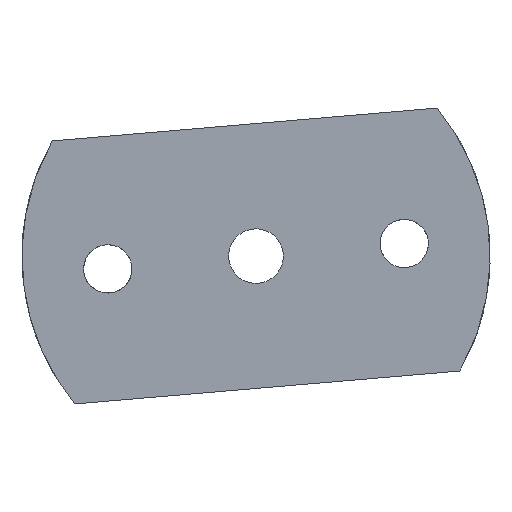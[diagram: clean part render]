
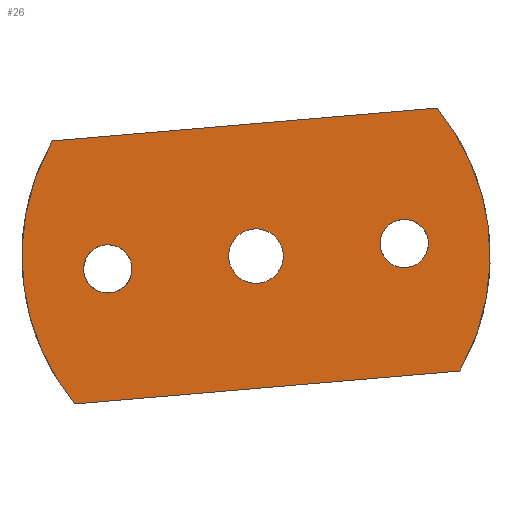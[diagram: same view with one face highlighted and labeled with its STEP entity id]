
A CAD part, left-side view. The second image highlights one B-rep face of the part: STEP entity #26.
In plain terms, the highlighted planar face has unit normal (-1, 0, 0).
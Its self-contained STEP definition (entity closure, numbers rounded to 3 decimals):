
#18=FACE_BOUND('',#54,.T.);
#19=FACE_BOUND('',#55,.T.);
#20=FACE_BOUND('',#56,.T.);
#26=ADVANCED_FACE('',(#38,#18,#19,#20),#204,.T.);
#38=FACE_OUTER_BOUND('',#53,.T.);
#53=EDGE_LOOP('',(#89,#90,#91,#92));
#54=EDGE_LOOP('',(#93,#94));
#55=EDGE_LOOP('',(#95,#96));
#56=EDGE_LOOP('',(#97,#98));
#89=ORIENTED_EDGE('',*,*,#126,.T.);
#90=ORIENTED_EDGE('',*,*,#140,.F.);
#91=ORIENTED_EDGE('',*,*,#123,.T.);
#92=ORIENTED_EDGE('',*,*,#139,.F.);
#93=ORIENTED_EDGE('',*,*,#128,.T.);
#94=ORIENTED_EDGE('',*,*,#145,.T.);
#95=ORIENTED_EDGE('',*,*,#127,.T.);
#96=ORIENTED_EDGE('',*,*,#148,.T.);
#97=ORIENTED_EDGE('',*,*,#152,.F.);
#98=ORIENTED_EDGE('',*,*,#142,.F.);
#123=EDGE_CURVE('',#184,#185,#169,.T.);
#126=EDGE_CURVE('',#190,#187,#172,.T.);
#127=EDGE_CURVE('',#193,#200,#153,.T.);
#128=EDGE_CURVE('',#194,#198,#154,.T.);
#139=EDGE_CURVE('',#190,#185,#163,.T.);
#140=EDGE_CURVE('',#184,#187,#164,.T.);
#142=EDGE_CURVE('',#196,#201,#176,.T.);
#145=EDGE_CURVE('',#198,#194,#165,.T.);
#148=EDGE_CURVE('',#200,#193,#167,.T.);
#152=EDGE_CURVE('',#201,#196,#182,.T.);
#153=B_SPLINE_CURVE_WITH_KNOTS('',3,(#369,#370,#371,#372,#373,#374,#375,
#376,#377,#378,#379,#380,#381,#382,#383),.UNSPECIFIED.,.F.,.F.,(4,3,3,2,
3,4),(0.,1.249,2.498,3.11,3.723,
4.972),.UNSPECIFIED.);
#154=B_SPLINE_CURVE_WITH_KNOTS('',3,(#384,#385,#386,#387,#388,#389,#390,
#391,#392,#393,#394,#395,#396,#397,#398),.UNSPECIFIED.,.F.,.F.,(4,3,3,2,
3,4),(0.,1.249,2.498,3.11,3.723,
4.972),.UNSPECIFIED.);
#163=B_SPLINE_CURVE_WITH_KNOTS('',1,(#449,#450),.UNSPECIFIED.,.F.,.F.,(2,
2),(18.434,43.221),.UNSPECIFIED.);
#164=B_SPLINE_CURVE_WITH_KNOTS('',1,(#451,#452),.UNSPECIFIED.,.F.,.F.,(2,
2),(71.22,95.985),.UNSPECIFIED.);
#165=B_SPLINE_CURVE_WITH_KNOTS('',3,(#467,#468,#469,#470,#471,#472,#473,
#474,#475,#476,#477,#478,#479,#480,#481),.UNSPECIFIED.,.F.,.F.,(4,3,3,2,
3,4),(4.972,6.221,7.47,8.082,
8.695,9.944),.UNSPECIFIED.);
#167=B_SPLINE_CURVE_WITH_KNOTS('',3,(#504,#505,#506,#507,#508,#509,#510,
#511,#512,#513,#514,#515,#516,#517,#518),.UNSPECIFIED.,.F.,.F.,(4,3,3,2,
3,4),(4.972,6.221,7.47,8.082,
8.695,9.944),.UNSPECIFIED.);
#169=(
BOUNDED_CURVE()
B_SPLINE_CURVE(2,(#357,#358,#359),.UNSPECIFIED.,.F.,.F.)
B_SPLINE_CURVE_WITH_KNOTS((3,3),(-79.682,-61.71),
 .UNSPECIFIED.)
CURVE()
GEOMETRIC_REPRESENTATION_ITEM()
RATIONAL_B_SPLINE_CURVE((1.,0.826,1.))
REPRESENTATION_ITEM('')
);
#172=(
BOUNDED_CURVE()
B_SPLINE_CURVE(2,(#366,#367,#368),.UNSPECIFIED.,.F.,.F.)
B_SPLINE_CURVE_WITH_KNOTS((3,3),(-32.538,-14.566),
 .UNSPECIFIED.)
CURVE()
GEOMETRIC_REPRESENTATION_ITEM()
RATIONAL_B_SPLINE_CURVE((1.,0.826,1.))
REPRESENTATION_ITEM('')
);
#176=(
BOUNDED_CURVE()
B_SPLINE_CURVE(2,(#458,#459,#460,#461,#462),.UNSPECIFIED.,.F.,.F.)
B_SPLINE_CURVE_WITH_KNOTS((3,2,3),(0.,2.749,5.498),
 .UNSPECIFIED.)
CURVE()
GEOMETRIC_REPRESENTATION_ITEM()
RATIONAL_B_SPLINE_CURVE((1.,0.707,1.,0.707,1.))
REPRESENTATION_ITEM('')
);
#182=(
BOUNDED_CURVE()
B_SPLINE_CURVE(2,(#546,#547,#548,#549,#550),.UNSPECIFIED.,.F.,.F.)
B_SPLINE_CURVE_WITH_KNOTS((3,2,3),(5.498,8.247,10.996),
 .UNSPECIFIED.)
CURVE()
GEOMETRIC_REPRESENTATION_ITEM()
RATIONAL_B_SPLINE_CURVE((1.,0.707,1.,0.707,1.))
REPRESENTATION_ITEM('')
);
#184=VERTEX_POINT('',#338);
#185=VERTEX_POINT('',#339);
#187=VERTEX_POINT('',#341);
#190=VERTEX_POINT('',#344);
#193=VERTEX_POINT('',#347);
#194=VERTEX_POINT('',#348);
#196=VERTEX_POINT('',#350);
#198=VERTEX_POINT('',#352);
#200=VERTEX_POINT('',#354);
#201=VERTEX_POINT('',#355);
#204=PLANE('',#236);
#236=AXIS2_PLACEMENT_3D('',#294,#243,$);
#243=DIRECTION('',(-1.,0.,0.));
#294=CARTESIAN_POINT('',(186.489,226.121,66.195));
#338=CARTESIAN_POINT('',(186.489,257.744,80.472));
#339=CARTESIAN_POINT('',(186.489,256.316,63.616));
#341=CARTESIAN_POINT('',(186.489,233.069,82.579));
#344=CARTESIAN_POINT('',(186.489,231.619,65.725));
#347=CARTESIAN_POINT('',(186.489,235.848,72.492));
#348=CARTESIAN_POINT('',(186.489,254.839,70.87));
#350=CARTESIAN_POINT('',(186.489,242.943,73.239));
#352=CARTESIAN_POINT('',(186.489,253.523,73.677));
#354=CARTESIAN_POINT('',(186.489,234.532,75.299));
#355=CARTESIAN_POINT('',(186.489,246.43,72.941));
#357=CARTESIAN_POINT('',(186.489,257.744,80.472));
#358=CARTESIAN_POINT('',(186.489,262.784,71.556));
#359=CARTESIAN_POINT('',(186.489,256.316,63.616));
#366=CARTESIAN_POINT('',(186.489,231.619,65.725));
#367=CARTESIAN_POINT('',(186.489,226.59,74.647));
#368=CARTESIAN_POINT('',(186.489,233.069,82.579));
#369=CARTESIAN_POINT('',(186.489,235.848,72.492));
#370=CARTESIAN_POINT('',(186.489,236.221,72.667));
#371=CARTESIAN_POINT('',(186.489,236.508,72.982));
#372=CARTESIAN_POINT('',(186.489,236.648,73.369));
#373=CARTESIAN_POINT('',(186.489,236.788,73.755));
#374=CARTESIAN_POINT('',(186.489,236.768,74.182));
#375=CARTESIAN_POINT('',(186.489,236.594,74.554));
#376=CARTESIAN_POINT('',(186.489,236.507,74.738));
#377=CARTESIAN_POINT('',(186.489,236.386,74.904));
#378=CARTESIAN_POINT('',(186.489,236.085,75.178));
#379=CARTESIAN_POINT('',(186.489,235.909,75.284));
#380=CARTESIAN_POINT('',(186.489,235.718,75.354));
#381=CARTESIAN_POINT('',(186.489,235.331,75.493));
#382=CARTESIAN_POINT('',(186.489,234.905,75.474));
#383=CARTESIAN_POINT('',(186.489,234.532,75.299));
#384=CARTESIAN_POINT('',(186.489,254.839,70.87));
#385=CARTESIAN_POINT('',(186.489,255.211,71.045));
#386=CARTESIAN_POINT('',(186.489,255.499,71.36));
#387=CARTESIAN_POINT('',(186.489,255.639,71.747));
#388=CARTESIAN_POINT('',(186.489,255.779,72.133));
#389=CARTESIAN_POINT('',(186.489,255.759,72.56));
#390=CARTESIAN_POINT('',(186.489,255.585,72.932));
#391=CARTESIAN_POINT('',(186.489,255.498,73.116));
#392=CARTESIAN_POINT('',(186.489,255.376,73.282));
#393=CARTESIAN_POINT('',(186.489,255.076,73.556));
#394=CARTESIAN_POINT('',(186.489,254.9,73.662));
#395=CARTESIAN_POINT('',(186.489,254.708,73.731));
#396=CARTESIAN_POINT('',(186.489,254.322,73.871));
#397=CARTESIAN_POINT('',(186.489,253.896,73.852));
#398=CARTESIAN_POINT('',(186.489,253.523,73.677));
#449=CARTESIAN_POINT('',(186.489,231.619,65.725));
#450=CARTESIAN_POINT('',(186.489,256.316,63.616));
#451=CARTESIAN_POINT('',(186.489,257.744,80.472));
#452=CARTESIAN_POINT('',(186.489,233.069,82.579));
#458=CARTESIAN_POINT('',(186.489,242.943,73.239));
#459=CARTESIAN_POINT('',(186.489,243.092,74.983));
#460=CARTESIAN_POINT('',(186.489,244.835,74.834));
#461=CARTESIAN_POINT('',(186.489,246.579,74.685));
#462=CARTESIAN_POINT('',(186.489,246.43,72.941));
#467=CARTESIAN_POINT('',(186.489,253.523,73.677));
#468=CARTESIAN_POINT('',(186.489,253.151,73.503));
#469=CARTESIAN_POINT('',(186.489,252.863,73.188));
#470=CARTESIAN_POINT('',(186.489,252.724,72.801));
#471=CARTESIAN_POINT('',(186.489,252.584,72.414));
#472=CARTESIAN_POINT('',(186.489,252.603,71.988));
#473=CARTESIAN_POINT('',(186.489,252.778,71.616));
#474=CARTESIAN_POINT('',(186.489,252.864,71.432));
#475=CARTESIAN_POINT('',(186.489,252.986,71.266));
#476=CARTESIAN_POINT('',(186.489,253.287,70.992));
#477=CARTESIAN_POINT('',(186.489,253.463,70.885));
#478=CARTESIAN_POINT('',(186.489,253.654,70.816));
#479=CARTESIAN_POINT('',(186.489,254.041,70.676));
#480=CARTESIAN_POINT('',(186.489,254.467,70.696));
#481=CARTESIAN_POINT('',(186.489,254.839,70.87));
#504=CARTESIAN_POINT('',(186.489,234.532,75.299));
#505=CARTESIAN_POINT('',(186.489,234.16,75.125));
#506=CARTESIAN_POINT('',(186.489,233.873,74.81));
#507=CARTESIAN_POINT('',(186.489,233.733,74.423));
#508=CARTESIAN_POINT('',(186.489,233.593,74.036));
#509=CARTESIAN_POINT('',(186.489,233.613,73.61));
#510=CARTESIAN_POINT('',(186.489,233.787,73.238));
#511=CARTESIAN_POINT('',(186.489,233.873,73.054));
#512=CARTESIAN_POINT('',(186.489,233.995,72.888));
#513=CARTESIAN_POINT('',(186.489,234.296,72.614));
#514=CARTESIAN_POINT('',(186.489,234.472,72.507));
#515=CARTESIAN_POINT('',(186.489,234.663,72.438));
#516=CARTESIAN_POINT('',(186.489,235.05,72.298));
#517=CARTESIAN_POINT('',(186.489,235.476,72.318));
#518=CARTESIAN_POINT('',(186.489,235.848,72.492));
#546=CARTESIAN_POINT('',(186.489,246.43,72.941));
#547=CARTESIAN_POINT('',(186.489,246.281,71.197));
#548=CARTESIAN_POINT('',(186.489,244.537,71.346));
#549=CARTESIAN_POINT('',(186.489,242.794,71.495));
#550=CARTESIAN_POINT('',(186.489,242.943,73.239));
